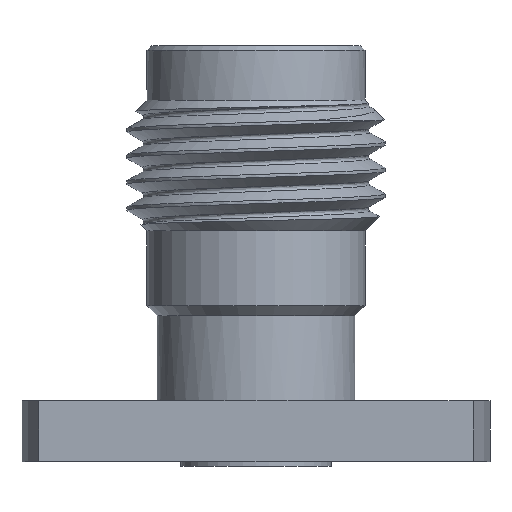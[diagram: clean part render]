
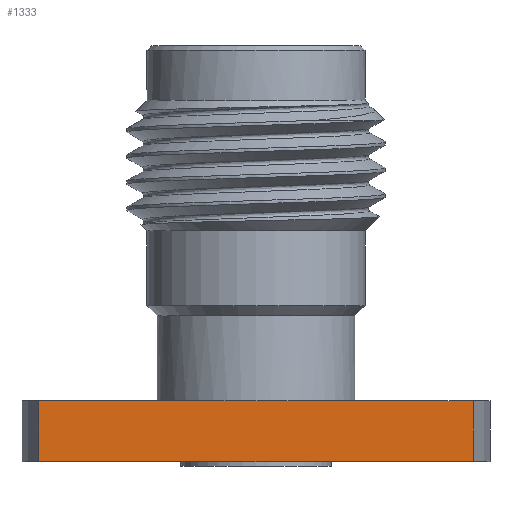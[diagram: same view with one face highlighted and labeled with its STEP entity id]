
A CAD part, left-side view. The second image highlights one B-rep face of the part: STEP entity #1333.
In plain terms, the highlighted planar face has unit normal (-1, 0, 0).
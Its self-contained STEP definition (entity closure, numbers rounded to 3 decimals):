
#22 = EDGE_CURVE ( 'NONE', #983, #1828, #1698, .T. ) ;
#59 = ORIENTED_EDGE ( 'NONE', *, *, #2769, .T. ) ;
#75 = ORIENTED_EDGE ( 'NONE', *, *, #1050, .F. ) ;
#83 = VERTEX_POINT ( 'NONE', #1501 ) ;
#117 = CARTESIAN_POINT ( 'NONE',  ( -2.415, 5.873, -1.65 ) ) ;
#141 = ORIENTED_EDGE ( 'NONE', *, *, #22, .F. ) ;
#151 = VECTOR ( 'NONE', #3025, 1000. ) ;
#227 = CARTESIAN_POINT ( 'NONE',  ( -2.415, -1.15, 0. ) ) ;
#338 = EDGE_CURVE ( 'NONE', #2292, #83, #657, .T. ) ;
#657 = LINE ( 'NONE', #3098, #766 ) ;
#766 = VECTOR ( 'NONE', #1137, 1000. ) ;
#777 = EDGE_CURVE ( 'NONE', #2292, #916, #2854, .T. ) ;
#798 = VECTOR ( 'NONE', #3029, 1000. ) ;
#880 = CARTESIAN_POINT ( 'NONE',  ( -2.415, -5.873, 0. ) ) ;
#916 = VERTEX_POINT ( 'NONE', #2956 ) ;
#983 = VERTEX_POINT ( 'NONE', #1267 ) ;
#984 = LINE ( 'NONE', #1971, #151 ) ;
#1035 = LINE ( 'NONE', #1595, #798 ) ;
#1050 = EDGE_CURVE ( 'NONE', #1828, #1912, #2519, .T. ) ;
#1137 = DIRECTION ( 'NONE',  ( 0., 0., 1. ) ) ;
#1267 = CARTESIAN_POINT ( 'NONE',  ( -2.415, 1.15, 0. ) ) ;
#1333 = ADVANCED_FACE ( 'NONE', ( #1797 ), #2254, .T. ) ;
#1432 = DIRECTION ( 'NONE',  ( 0., -1., 0. ) ) ;
#1501 = CARTESIAN_POINT ( 'NONE',  ( -2.415, 5.873, 0. ) ) ;
#1571 = CARTESIAN_POINT ( 'NONE',  ( -2.415, -5.873, -1.65 ) ) ;
#1595 = CARTESIAN_POINT ( 'NONE',  ( -2.415, -5.873, 0. ) ) ;
#1609 = ORIENTED_EDGE ( 'NONE', *, *, #338, .F. ) ;
#1643 = ORIENTED_EDGE ( 'NONE', *, *, #2248, .F. ) ;
#1666 = CARTESIAN_POINT ( 'NONE',  ( -2.415, -5.873, 0. ) ) ;
#1698 = LINE ( 'NONE', #1666, #1996 ) ;
#1711 = VECTOR ( 'NONE', #2314, 1000. ) ;
#1797 = FACE_OUTER_BOUND ( 'NONE', #3062, .T. ) ;
#1828 = VERTEX_POINT ( 'NONE', #227 ) ;
#1912 = VERTEX_POINT ( 'NONE', #2181 ) ;
#1971 = CARTESIAN_POINT ( 'NONE',  ( -2.415, -5.873, -1.65 ) ) ;
#1977 = DIRECTION ( 'NONE',  ( 0., -1., 0. ) ) ;
#1996 = VECTOR ( 'NONE', #1977, 1000. ) ;
#2181 = CARTESIAN_POINT ( 'NONE',  ( -2.415, -5.873, 0. ) ) ;
#2229 = AXIS2_PLACEMENT_3D ( 'NONE', #1571, #2774, #2991 ) ;
#2248 = EDGE_CURVE ( 'NONE', #83, #983, #1035, .T. ) ;
#2254 = PLANE ( 'NONE',  #2229 ) ;
#2292 = VERTEX_POINT ( 'NONE', #117 ) ;
#2314 = DIRECTION ( 'NONE',  ( 0., -1., 0. ) ) ;
#2364 = CARTESIAN_POINT ( 'NONE',  ( -2.415, -5.873, -1.65 ) ) ;
#2519 = LINE ( 'NONE', #880, #1711 ) ;
#2769 = EDGE_CURVE ( 'NONE', #916, #1912, #984, .T. ) ;
#2774 = DIRECTION ( 'NONE',  ( -1., 0., 0. ) ) ;
#2838 = ORIENTED_EDGE ( 'NONE', *, *, #777, .T. ) ;
#2854 = LINE ( 'NONE', #2364, #2976 ) ;
#2956 = CARTESIAN_POINT ( 'NONE',  ( -2.415, -5.873, -1.65 ) ) ;
#2976 = VECTOR ( 'NONE', #1432, 1000. ) ;
#2991 = DIRECTION ( 'NONE',  ( 0., 0., 1. ) ) ;
#3025 = DIRECTION ( 'NONE',  ( 0., 0., 1. ) ) ;
#3029 = DIRECTION ( 'NONE',  ( 0., -1., 0. ) ) ;
#3062 = EDGE_LOOP ( 'NONE', ( #1643, #1609, #2838, #59, #75, #141 ) ) ;
#3098 = CARTESIAN_POINT ( 'NONE',  ( -2.415, 5.873, -1.65 ) ) ;
